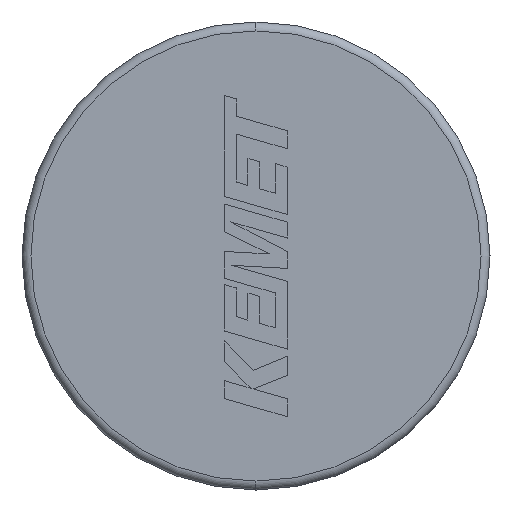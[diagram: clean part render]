
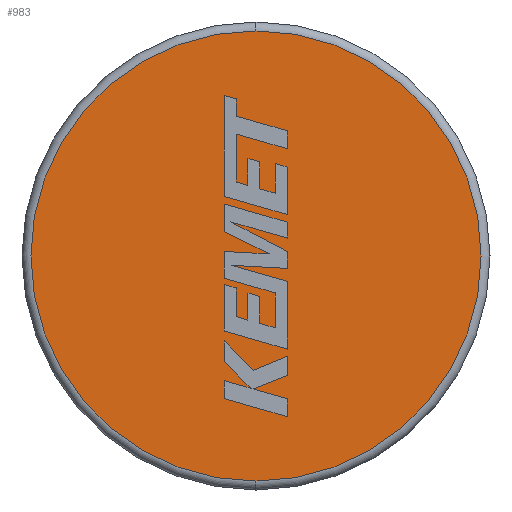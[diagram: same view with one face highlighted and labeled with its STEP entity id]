
A CAD part, left-side view. The second image highlights one B-rep face of the part: STEP entity #983.
In plain terms, the highlighted planar face has unit normal (-1, 0, 0).
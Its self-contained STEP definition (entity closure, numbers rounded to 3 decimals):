
#118 = CARTESIAN_POINT ( 'NONE',  ( 0., 0., 0. ) ) ;
#234 = CIRCLE ( 'NONE', #2214, 5.05 ) ;
#253 = CARTESIAN_POINT ( 'NONE',  ( 0., 0., 0. ) ) ;
#299 = ORIENTED_EDGE ( 'NONE', *, *, #2334, .T. ) ;
#540 = DIRECTION ( 'NONE',  ( -1., 0., 0. ) ) ;
#893 = ORIENTED_EDGE ( 'NONE', *, *, #1788, .T. ) ;
#983 = ADVANCED_FACE ( 'NONE', ( #2086 ), #1015, .F. ) ;
#1015 = PLANE ( 'NONE',  #2704 ) ;
#1180 = VERTEX_POINT ( 'NONE', #2949 ) ;
#1788 = EDGE_CURVE ( 'NONE', #2942, #1180, #2668, .T. ) ;
#1806 = CARTESIAN_POINT ( 'NONE',  ( 0., 0., -5.05 ) ) ;
#1848 = DIRECTION ( 'NONE',  ( 0., 0., -1. ) ) ;
#2083 = DIRECTION ( 'NONE',  ( 0., 0., -1. ) ) ;
#2086 = FACE_OUTER_BOUND ( 'NONE', #2485, .T. ) ;
#2214 = AXIS2_PLACEMENT_3D ( 'NONE', #118, #3266, #2448 ) ;
#2298 = AXIS2_PLACEMENT_3D ( 'NONE', #253, #540, #1848 ) ;
#2334 = EDGE_CURVE ( 'NONE', #1180, #2942, #234, .T. ) ;
#2448 = DIRECTION ( 'NONE',  ( 0., 0., -1. ) ) ;
#2485 = EDGE_LOOP ( 'NONE', ( #893, #299 ) ) ;
#2591 = CARTESIAN_POINT ( 'NONE',  ( 0., 0., 0. ) ) ;
#2615 = DIRECTION ( 'NONE',  ( 1., 0., 0. ) ) ;
#2668 = CIRCLE ( 'NONE', #2298, 5.05 ) ;
#2704 = AXIS2_PLACEMENT_3D ( 'NONE', #2591, #2615, #2083 ) ;
#2942 = VERTEX_POINT ( 'NONE', #1806 ) ;
#2949 = CARTESIAN_POINT ( 'NONE',  ( 0., 0., 5.05 ) ) ;
#3266 = DIRECTION ( 'NONE',  ( -1., 0., 0. ) ) ;
